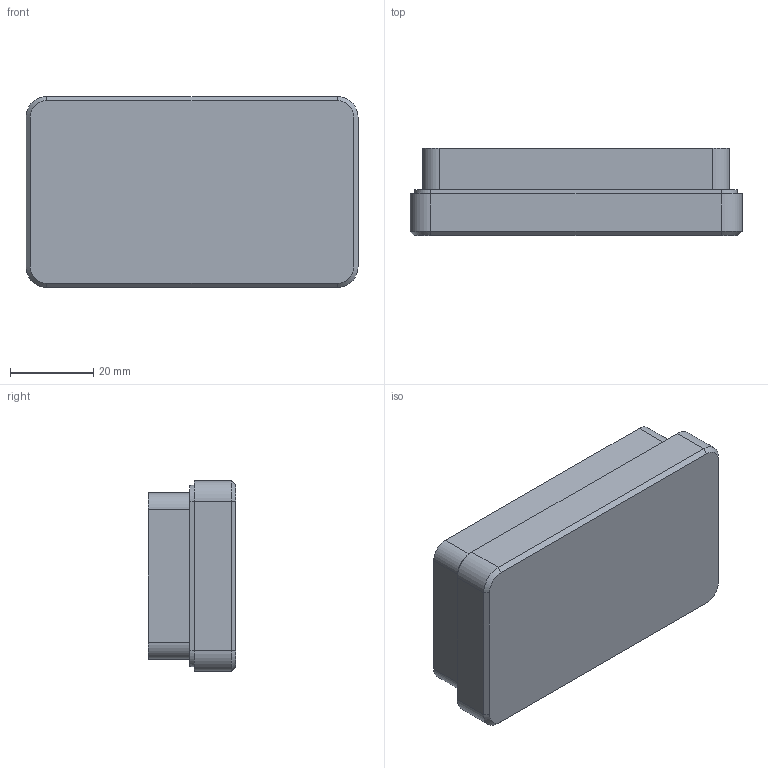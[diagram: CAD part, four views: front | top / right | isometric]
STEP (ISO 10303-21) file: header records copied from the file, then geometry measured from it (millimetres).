
FILE_DESCRIPTION(/* description */ (''),/* implementation_level */ '2;1');
FILE_NAME(/* name */ 'Case.step',/* time_stamp */ '2021-10-17T12:48:24-04:00',/* author */ (''),/* organization */ (''),/* preprocessor_version */ 'ST-DEVELOPER v18.1',/* originating_system */ 'Autodesk Translation Framework v10.10.0.1391',/* authorisation */ '');
FILE_SCHEMA (('AUTOMOTIVE_DESIGN { 1 0 10303 214 3 1 1 }'));
Length unit declared in the file: millimetre
Products named in the file (1): Case
Bounding box: 80 x 21 x 46 mm (x, y, z)
Volume: 19079.5 mm3; surface area: 17592.3 mm2
Topology: 1 solids, 1 shells, 124 faces, 317 edges, 198 vertices
Faces by surface type: plane 74, cylinder 23, cone 15, torus 9, bspline 3
Entity records: 3812 total; most frequent: CARTESIAN_POINT 733, ORIENTED_EDGE 634, DIRECTION 633, EDGE_CURVE 317, LINE 233, VECTOR 233, AXIS2_PLACEMENT_3D 200, VERTEX_POINT 198
